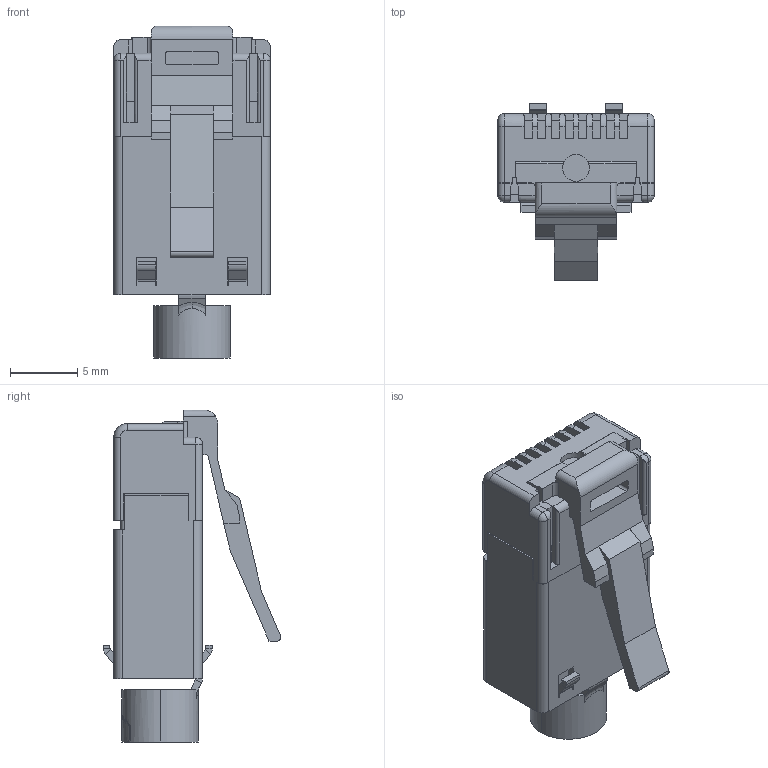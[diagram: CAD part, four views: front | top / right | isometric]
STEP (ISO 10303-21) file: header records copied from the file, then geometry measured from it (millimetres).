
FILE_DESCRIPTION (( 'STEP AP203' ), '1' );
FILE_NAME ('Customer-BB(090)A83.STEP', '2020-05-26T00:40:43', ( '' ), ( '' ), 'SwSTEP 2.0', 'SolidWorks 2018', '' );
FILE_SCHEMA (( 'CONFIG_CONTROL_DESIGN' ));
Length unit declared in the file: millimetre
Products named in the file (1): Customer-BB(090)A83
Bounding box: 11.68 x 13.23 x 24.74 mm (x, y, z)
Volume: 1537 mm3; surface area: 1376.5 mm2
Topology: 1 solids, 1 shells, 419 faces, 1144 edges, 730 vertices
Faces by surface type: plane 317, cylinder 96, bspline 2, torus 2, sphere 2
Entity records: 13195 total; most frequent: CARTESIAN_POINT 2600, ORIENTED_EDGE 2284, DIRECTION 2077, EDGE_CURVE 1142, VECTOR 899, LINE 899, VERTEX_POINT 730, AXIS2_PLACEMENT_3D 589
